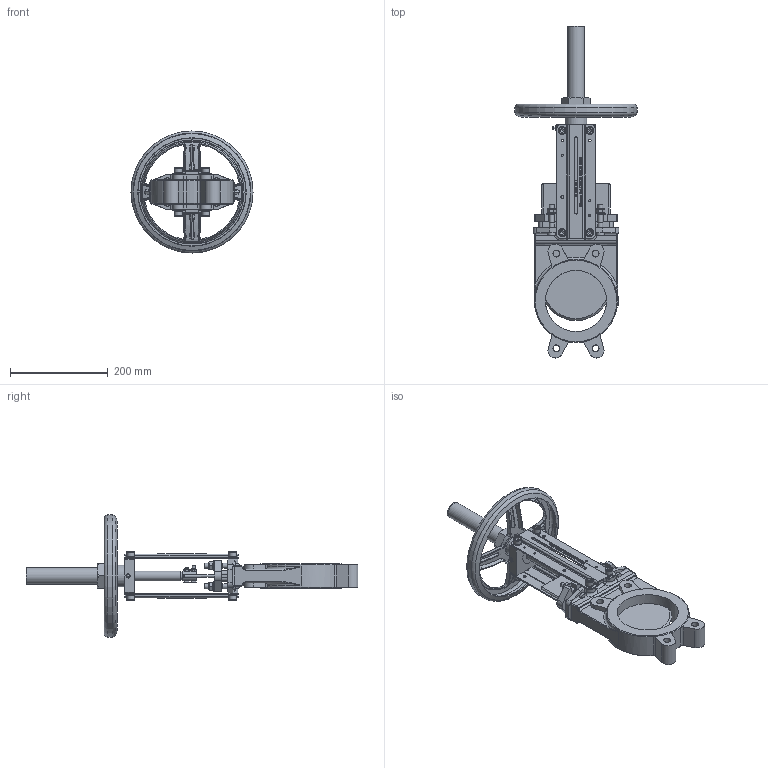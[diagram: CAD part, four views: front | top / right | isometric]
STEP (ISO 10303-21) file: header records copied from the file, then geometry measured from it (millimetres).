
FILE_DESCRIPTION(/* description */ ('170125'),/* implementation_level */ '2;1');
FILE_NAME(/* name */ '170125.stp',/* time_stamp */ '2016-02-16T15:08:28+01:00',/* author */ ('jmorand'),/* organization */ ('Sferaco'),/* preprocessor_version */ 'ST-DEVELOPER v16.1',/* originating_system */ 'Autodesk Inventor 2016',/* authorisation */ '');
FILE_SCHEMA (('AUTOMOTIVE_DESIGN { 1 0 10303 214 3 1 1 }'));
Length unit declared in the file: millimetre
Products named in the file (1): DN125
Bounding box: 250 x 679.65 x 250 mm (x, y, z)
Volume: 2082913.3 mm3; surface area: 473254.5 mm2
Topology: 1 solids, 19 shells, 1908 faces, 5014 edges, 3258 vertices
Faces by surface type: plane 959, bspline 394, cylinder 298, cone 192, torus 56, sphere 9
Full cylindrical faces by diameter (mm): 3.5 x2, 4.2 x6, 5 x2, 6 x10, 6.5 x2, 6.6 x4, 8.5 x16, 10 x23, 10.5 x12, 10.9 x8, 14 x6, 15.5 x1, 16 x8, 16.1 x8, 20 x6, 30.045 x1, 32 x1, 34 x1, 40.995 x1, 41 x1, 45 x1, 125 x1, 246 x1, 250 x1
Entity records: 65611 total; most frequent: CARTESIAN_POINT 22875, ORIENTED_EDGE 9478, DIRECTION 7386, EDGE_CURVE 4739, VERTEX_POINT 3160, LINE 2462, VECTOR 2462, AXIS2_PLACEMENT_3D 2462
